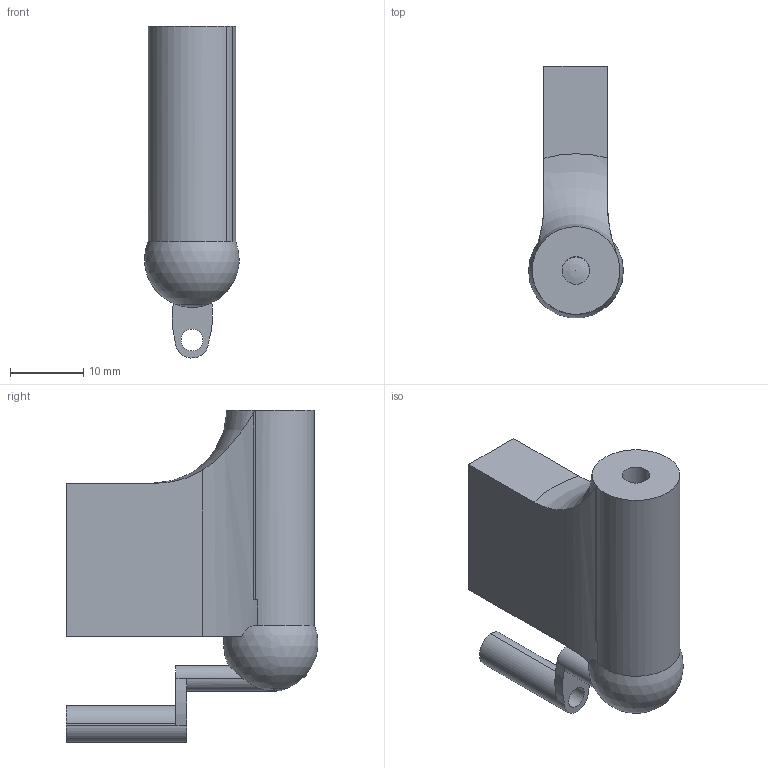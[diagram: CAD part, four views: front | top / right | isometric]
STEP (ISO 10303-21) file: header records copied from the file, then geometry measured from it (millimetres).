
FILE_DESCRIPTION(/* description */ (''),/* implementation_level */ '2;1');
FILE_NAME(/* name */ 'bee_artificial_v5 v4.step',/* time_stamp */ '2023-01-19T09:05:12+01:00',/* author */ (''),/* organization */ (''),/* preprocessor_version */ 'ST-DEVELOPER v19.2',/* originating_system */ 'Autodesk Translation Framework v11.17.0.187',/* authorisation */ '');
FILE_SCHEMA (('AUTOMOTIVE_DESIGN { 1 0 10303 214 3 1 1 }'));
Length unit declared in the file: millimetre
Products named in the file (1): bee_artificial_v5
Bounding box: 12.98 x 34.44 x 45.47 mm (x, y, z)
Volume: 7003.4 mm3; surface area: 4591.8 mm2
Topology: 1 solids, 1 shells, 48 faces, 130 edges, 85 vertices
Faces by surface type: cylinder 22, plane 21, sphere 2, bspline 2, torus 1
Full cylindrical faces by diameter (mm): 3 x1, 3.783 x1
Entity records: 1765 total; most frequent: CARTESIAN_POINT 521, ORIENTED_EDGE 258, DIRECTION 247, EDGE_CURVE 129, AXIS2_PLACEMENT_3D 94, VERTEX_POINT 85, LINE 59, VECTOR 59
